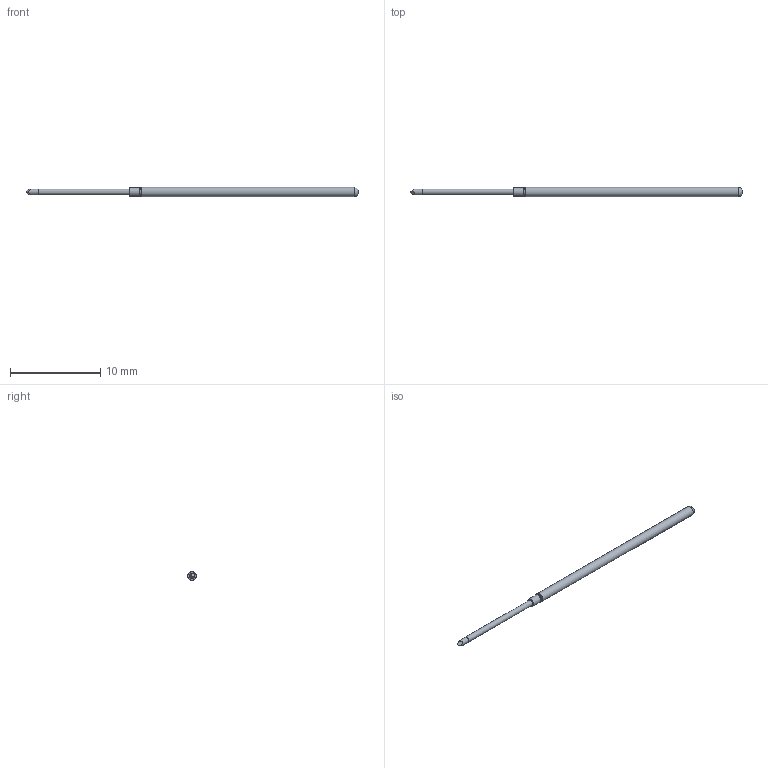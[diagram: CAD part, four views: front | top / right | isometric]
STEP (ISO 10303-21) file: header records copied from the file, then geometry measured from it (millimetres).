
FILE_DESCRIPTION (( 'STEP AP214' ), '1' );
FILE_NAME ('075-PR_4043_.STEP', '2017-10-11T18:03:32', ( '' ), ( '' ), 'SwSTEP 2.0', 'SolidWorks 2017', '' );
FILE_SCHEMA (( 'AUTOMOTIVE_DESIGN' ));
Length unit declared in the file: inch
Products named in the file (1): 075-PR_4043_
Bounding box: 36.83 x 1.02 x 1.02 mm (x, y, z)
Volume: 24.1 mm3; surface area: 104.5 mm2
Topology: 1 solids, 1 shells, 15 faces, 30 edges, 18 vertices
Faces by surface type: plane 6, cylinder 4, torus 3, cone 2
Full cylindrical faces by diameter (mm): 0.635 x1, 0.643 x1, 0.914 x1, 1.021 x1
Entity records: 558 total; most frequent: CARTESIAN_POINT 60, DIRECTION 58, ORIENTED_EDGE 38, AXIS2_PLACEMENT_3D 26, EDGE_LOOP 25, FACE_OUTER_BOUND 22, EDGE_CURVE 19, LENGTH_MEASURE_WITH_UNIT 18
